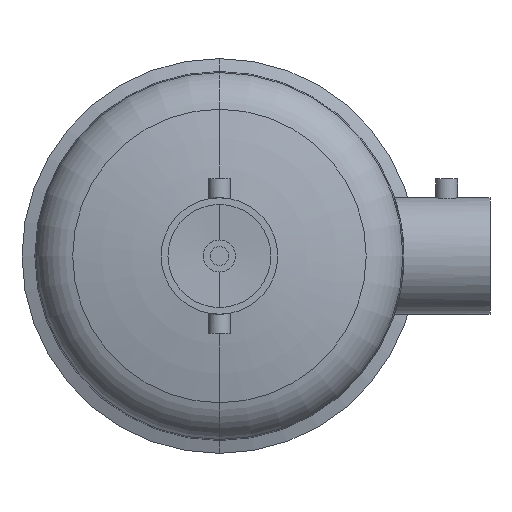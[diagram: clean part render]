
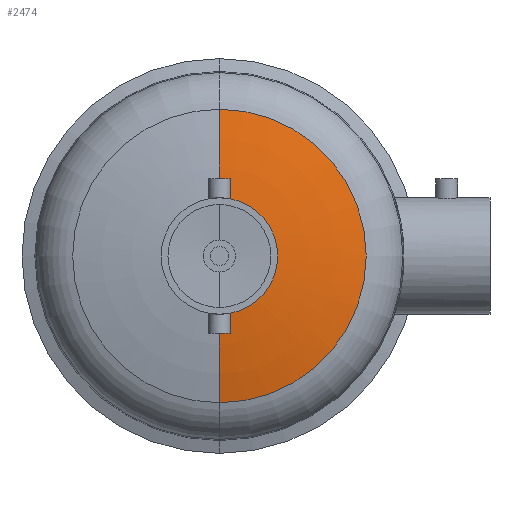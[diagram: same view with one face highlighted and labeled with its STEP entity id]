
A CAD part, front view. The second image highlights one B-rep face of the part: STEP entity #2474.
In plain terms, the highlighted toroidal (fillet/blend) face has major radius 6.845 mm and minor radius 508 mm.
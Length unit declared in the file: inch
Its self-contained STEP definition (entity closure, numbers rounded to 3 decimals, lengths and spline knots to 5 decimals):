
#29 = EDGE_LOOP ( 'NONE', ( #4592, #4322, #1677, #1395 ) ) ;
#30 = CIRCLE ( 'NONE', #3679, 20. ) ;
#142 = DIRECTION ( 'NONE',  ( 0., 0., -1. ) ) ;
#202 = CIRCLE ( 'NONE', #2680, 4.27391 ) ;
#241 = VERTEX_POINT ( 'NONE', #4088 ) ;
#268 = AXIS2_PLACEMENT_3D ( 'NONE', #2563, #3562, #142 ) ;
#673 = CIRCLE ( 'NONE', #2478, 20. ) ;
#856 = CARTESIAN_POINT ( 'NONE',  ( 0., 2.5, 1.69685 ) ) ;
#978 = DIRECTION ( 'NONE',  ( 0., -1., 0. ) ) ;
#1046 = DIRECTION ( 'NONE',  ( 0., 0., -1. ) ) ;
#1151 = CARTESIAN_POINT ( 'NONE',  ( 0., 22.4031, 0.26949 ) ) ;
#1240 = VERTEX_POINT ( 'NONE', #4407 ) ;
#1395 = ORIENTED_EDGE ( 'NONE', *, *, #1885, .F. ) ;
#1415 = CARTESIAN_POINT ( 'NONE',  ( 0., 22.4031, -0.26949 ) ) ;
#1529 = DIRECTION ( 'NONE',  ( -1., 0., 0. ) ) ;
#1602 = DIRECTION ( 'NONE',  ( 0., 0., -1. ) ) ;
#1677 = ORIENTED_EDGE ( 'NONE', *, *, #2061, .F. ) ;
#1885 = EDGE_CURVE ( 'NONE', #1240, #241, #673, .T. ) ;
#1926 = CARTESIAN_POINT ( 'NONE',  ( 0., 2.926, 4.27391 ) ) ;
#2061 = EDGE_CURVE ( 'NONE', #241, #3067, #3814, .T. ) ;
#2160 = AXIS2_PLACEMENT_3D ( 'NONE', #3119, #978, #2766 ) ;
#2459 = FACE_OUTER_BOUND ( 'NONE', #29, .T. ) ;
#2474 = ADVANCED_FACE ( 'NONE', ( #2459 ), #4333, .T. ) ;
#2478 = AXIS2_PLACEMENT_3D ( 'NONE', #1151, #1529, #2990 ) ;
#2563 = CARTESIAN_POINT ( 'NONE',  ( 0., 2.5, 0. ) ) ;
#2680 = AXIS2_PLACEMENT_3D ( 'NONE', #4186, #3083, #1602 ) ;
#2766 = DIRECTION ( 'NONE',  ( 0., 0., -1. ) ) ;
#2990 = DIRECTION ( 'NONE',  ( 0., 0., 1. ) ) ;
#3067 = VERTEX_POINT ( 'NONE', #856 ) ;
#3082 = VERTEX_POINT ( 'NONE', #1926 ) ;
#3083 = DIRECTION ( 'NONE',  ( 0., -1., 0. ) ) ;
#3119 = CARTESIAN_POINT ( 'NONE',  ( 0., 22.4031, 0. ) ) ;
#3562 = DIRECTION ( 'NONE',  ( 0., -1., 0. ) ) ;
#3574 = DIRECTION ( 'NONE',  ( 1., 0., 0. ) ) ;
#3679 = AXIS2_PLACEMENT_3D ( 'NONE', #1415, #3574, #1046 ) ;
#3747 = EDGE_CURVE ( 'NONE', #1240, #3082, #202, .T. ) ;
#3814 = CIRCLE ( 'NONE', #268, 1.69685 ) ;
#4088 = CARTESIAN_POINT ( 'NONE',  ( 0., 2.5, -1.69685 ) ) ;
#4186 = CARTESIAN_POINT ( 'NONE',  ( 0., 2.926, 0. ) ) ;
#4322 = ORIENTED_EDGE ( 'NONE', *, *, #4520, .T. ) ;
#4333 = TOROIDAL_SURFACE ( 'NONE', #2160, -0.26949, 20. ) ;
#4407 = CARTESIAN_POINT ( 'NONE',  ( 0., 2.926, -4.27391 ) ) ;
#4520 = EDGE_CURVE ( 'NONE', #3082, #3067, #30, .T. ) ;
#4592 = ORIENTED_EDGE ( 'NONE', *, *, #3747, .T. ) ;
